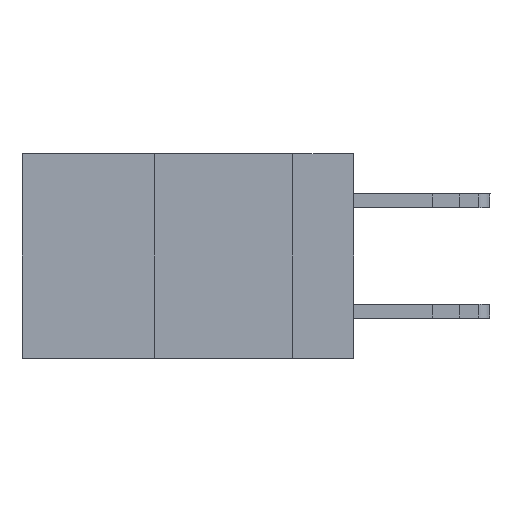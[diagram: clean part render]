
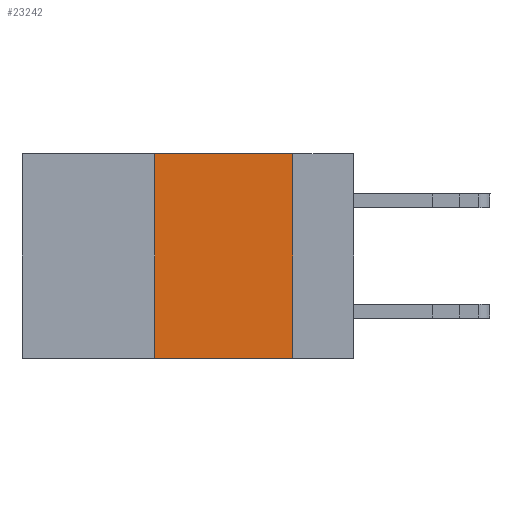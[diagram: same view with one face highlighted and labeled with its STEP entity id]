
A CAD part, left-side view. The second image highlights one B-rep face of the part: STEP entity #23242.
In plain terms, the highlighted planar face has unit normal (-1, 0, 0).
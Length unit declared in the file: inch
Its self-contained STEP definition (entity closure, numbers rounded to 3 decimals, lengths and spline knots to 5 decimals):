
#2686 = VERTEX_POINT ( 'NONE', #15356 ) ;
#3604 = VECTOR ( 'NONE', #10761, 39.37008 ) ;
#4833 = DIRECTION ( 'NONE',  ( 0., 0., -1. ) ) ;
#4843 = CARTESIAN_POINT ( 'NONE',  ( 0., 0.36, 0. ) ) ;
#5368 = VERTEX_POINT ( 'NONE', #6329 ) ;
#5720 = ORIENTED_EDGE ( 'NONE', *, *, #12157, .F. ) ;
#5964 = CARTESIAN_POINT ( 'NONE',  ( 0., 0.11, 0. ) ) ;
#6329 = CARTESIAN_POINT ( 'NONE',  ( 0., 0.36, 0. ) ) ;
#7838 = ORIENTED_EDGE ( 'NONE', *, *, #21367, .T. ) ;
#8011 = EDGE_CURVE ( 'NONE', #5368, #12131, #30073, .T. ) ;
#9744 = PLANE ( 'NONE',  #25966 ) ;
#9856 = DIRECTION ( 'NONE',  ( 0., 0., 1. ) ) ;
#10761 = DIRECTION ( 'NONE',  ( 0., 0., -1. ) ) ;
#12131 = VERTEX_POINT ( 'NONE', #5964 ) ;
#12157 = EDGE_CURVE ( 'NONE', #12131, #2686, #29143, .T. ) ;
#12308 = VECTOR ( 'NONE', #17647, 39.37008 ) ;
#12794 = CARTESIAN_POINT ( 'NONE',  ( 0., 0.6, 0. ) ) ;
#14169 = LINE ( 'NONE', #4843, #23535 ) ;
#15343 = EDGE_LOOP ( 'NONE', ( #5720, #25822, #26672, #7838 ) ) ;
#15356 = CARTESIAN_POINT ( 'NONE',  ( 0., 0.11, -0.37 ) ) ;
#16784 = DIRECTION ( 'NONE',  ( 1., 0., 0. ) ) ;
#17208 = CARTESIAN_POINT ( 'NONE',  ( 0., 0.36, -0.37 ) ) ;
#17554 = DIRECTION ( 'NONE',  ( 0., -1., 0. ) ) ;
#17647 = DIRECTION ( 'NONE',  ( 0., -1., 0. ) ) ;
#20208 = LINE ( 'NONE', #24565, #12308 ) ;
#20231 = CARTESIAN_POINT ( 'NONE',  ( 0., 0.11, 0. ) ) ;
#21367 = EDGE_CURVE ( 'NONE', #21900, #2686, #20208, .T. ) ;
#21900 = VERTEX_POINT ( 'NONE', #17208 ) ;
#22162 = VECTOR ( 'NONE', #17554, 39.37008 ) ;
#23242 = ADVANCED_FACE ( 'NONE', ( #28253 ), #9744, .F. ) ;
#23535 = VECTOR ( 'NONE', #9856, 39.37008 ) ;
#24565 = CARTESIAN_POINT ( 'NONE',  ( 0., 0.6, -0.37 ) ) ;
#24570 = CARTESIAN_POINT ( 'NONE',  ( 0., 0.6, 0. ) ) ;
#25822 = ORIENTED_EDGE ( 'NONE', *, *, #8011, .F. ) ;
#25966 = AXIS2_PLACEMENT_3D ( 'NONE', #12794, #16784, #4833 ) ;
#26672 = ORIENTED_EDGE ( 'NONE', *, *, #27549, .F. ) ;
#27549 = EDGE_CURVE ( 'NONE', #21900, #5368, #14169, .T. ) ;
#28253 = FACE_OUTER_BOUND ( 'NONE', #15343, .T. ) ;
#29143 = LINE ( 'NONE', #20231, #3604 ) ;
#30073 = LINE ( 'NONE', #24570, #22162 ) ;
